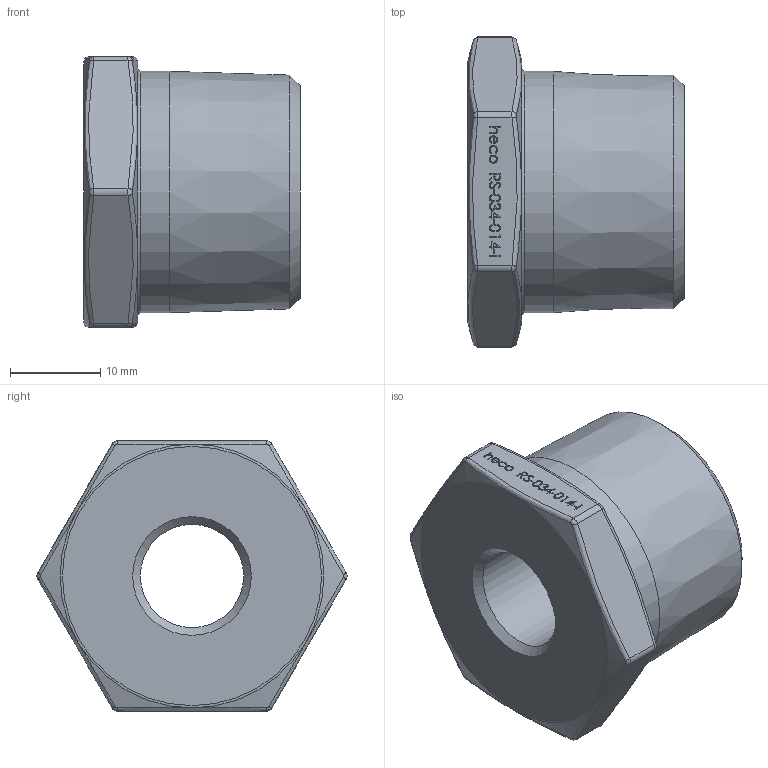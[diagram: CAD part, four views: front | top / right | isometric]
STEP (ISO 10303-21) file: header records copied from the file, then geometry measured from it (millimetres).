
FILE_DESCRIPTION (( 'STEP AP214' ), '1' );
FILE_NAME ('RS-034-014-I 2312.STEP', '2023-12-18T12:26:57', ( '' ), ( '' ), 'SwSTEP 2.0', 'SolidWorks 2019', '' );
FILE_SCHEMA (( 'AUTOMOTIVE_DESIGN' ));
Length unit declared in the file: millimetre
Products named in the file (1): RS-034-014-I 2312
Bounding box: 24 x 34.39 x 30 mm (x, y, z)
Volume: 11339.6 mm3; surface area: 4185.2 mm2
Topology: 1 solids, 1 shells, 240 faces, 615 edges, 401 vertices
Faces by surface type: bspline 111, plane 109, cylinder 9, cone 6, torus 5
Full cylindrical faces by diameter (mm): 11.445 x1, 13.557 x1, 26.754 x1
Entity records: 14432 total; most frequent: CARTESIAN_POINT 7468, ORIENTED_EDGE 1184, DIRECTION 670, EDGE_CURVE 592, VERTEX_POINT 392, LINE 330, VECTOR 330, EDGE_LOOP 280
